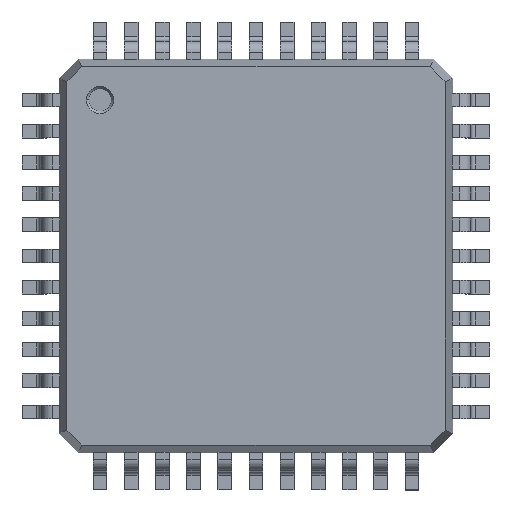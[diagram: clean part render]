
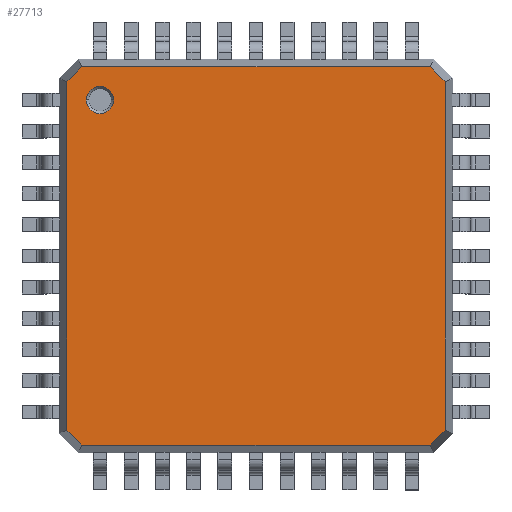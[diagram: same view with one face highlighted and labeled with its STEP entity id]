
A CAD part, top view. The second image highlights one B-rep face of the part: STEP entity #27713.
In plain terms, the highlighted planar face has unit normal (0, 0, 1).
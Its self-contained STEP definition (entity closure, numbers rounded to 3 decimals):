
#141 = DIRECTION ( 'NONE',  ( 0., 0., 1. ) ) ;
#148 = ORIENTED_EDGE ( 'NONE', *, *, #10846, .F. ) ;
#191 = FACE_BOUND ( 'NONE', #21369, .T. ) ;
#545 = AXIS2_PLACEMENT_3D ( 'NONE', #23541, #18639, #16625 ) ;
#809 = DIRECTION ( 'NONE',  ( 0., -1., 0. ) ) ;
#1130 = VECTOR ( 'NONE', #2662, 1000. ) ;
#1217 = VERTEX_POINT ( 'NONE', #14500 ) ;
#1322 = DIRECTION ( 'NONE',  ( -0.707, -0.707, 0. ) ) ;
#1661 = CARTESIAN_POINT ( 'NONE',  ( -4.658, -4.658, 1.5 ) ) ;
#1829 = ORIENTED_EDGE ( 'NONE', *, *, #16156, .T. ) ;
#1925 = VERTEX_POINT ( 'NONE', #6155 ) ;
#2662 = DIRECTION ( 'NONE',  ( -1., 0., 0. ) ) ;
#2807 = DIRECTION ( 'NONE',  ( -1., 0., 0. ) ) ;
#2897 = EDGE_CURVE ( 'NONE', #1217, #3253, #26503, .T. ) ;
#3253 = VERTEX_POINT ( 'NONE', #4972 ) ;
#3573 = DIRECTION ( 'NONE',  ( 0.707, 0.707, 0. ) ) ;
#4257 = ORIENTED_EDGE ( 'NONE', *, *, #28163, .T. ) ;
#4597 = EDGE_CURVE ( 'NONE', #19508, #1217, #7136, .T. ) ;
#4880 = EDGE_CURVE ( 'NONE', #3253, #18423, #5458, .T. ) ;
#4944 = DIRECTION ( 'NONE',  ( -0.707, 0.707, 0. ) ) ;
#4972 = CARTESIAN_POINT ( 'NONE',  ( -4.467, 4.849, 1.5 ) ) ;
#5458 = LINE ( 'NONE', #20857, #13311 ) ;
#6155 = CARTESIAN_POINT ( 'NONE',  ( -4.467, -4.849, 1.5 ) ) ;
#7055 = CARTESIAN_POINT ( 'NONE',  ( 5.05, 5.05, 1.5 ) ) ;
#7136 = LINE ( 'NONE', #24833, #16527 ) ;
#7146 = CARTESIAN_POINT ( 'NONE',  ( -4.849, 4.467, 1.5 ) ) ;
#7327 = DIRECTION ( 'NONE',  ( 1., 0., 0. ) ) ;
#7545 = LINE ( 'NONE', #16853, #13713 ) ;
#8270 = LINE ( 'NONE', #1661, #26339 ) ;
#8459 = EDGE_CURVE ( 'NONE', #22806, #19508, #12231, .T. ) ;
#9487 = CARTESIAN_POINT ( 'NONE',  ( -3.65, 4., 1.5 ) ) ;
#9672 = VERTEX_POINT ( 'NONE', #22423 ) ;
#9764 = EDGE_LOOP ( 'NONE', ( #26006, #16991, #4257, #1829, #23063, #12755, #28676, #28378 ) ) ;
#10846 = EDGE_CURVE ( 'NONE', #26825, #21981, #25151, .T. ) ;
#11020 = CARTESIAN_POINT ( 'NONE',  ( 5.05, 4.849, 1.5 ) ) ;
#11885 = CARTESIAN_POINT ( 'NONE',  ( 4.849, 4.467, 1.5 ) ) ;
#11965 = CARTESIAN_POINT ( 'NONE',  ( -4.35, 4., 1.5 ) ) ;
#12231 = LINE ( 'NONE', #23081, #17781 ) ;
#12342 = EDGE_CURVE ( 'NONE', #1925, #9672, #21253, .T. ) ;
#12755 = ORIENTED_EDGE ( 'NONE', *, *, #26455, .T. ) ;
#13311 = VECTOR ( 'NONE', #1322, 1000. ) ;
#13713 = VECTOR ( 'NONE', #809, 1000. ) ;
#14500 = CARTESIAN_POINT ( 'NONE',  ( 4.467, 4.849, 1.5 ) ) ;
#14670 = LINE ( 'NONE', #23461, #22860 ) ;
#16156 = EDGE_CURVE ( 'NONE', #21989, #1925, #8270, .T. ) ;
#16349 = CARTESIAN_POINT ( 'NONE',  ( 5.05, -4.849, 1.5 ) ) ;
#16527 = VECTOR ( 'NONE', #4944, 1000. ) ;
#16625 = DIRECTION ( 'NONE',  ( 1., 0., 0. ) ) ;
#16853 = CARTESIAN_POINT ( 'NONE',  ( -4.849, 5.05, 1.5 ) ) ;
#16991 = ORIENTED_EDGE ( 'NONE', *, *, #4880, .T. ) ;
#17781 = VECTOR ( 'NONE', #21055, 1000. ) ;
#17924 = DIRECTION ( 'NONE',  ( 1., 0., 0. ) ) ;
#18423 = VERTEX_POINT ( 'NONE', #7146 ) ;
#18639 = DIRECTION ( 'NONE',  ( 0., 0., 1. ) ) ;
#19508 = VERTEX_POINT ( 'NONE', #11885 ) ;
#19685 = ORIENTED_EDGE ( 'NONE', *, *, #24883, .F. ) ;
#20201 = AXIS2_PLACEMENT_3D ( 'NONE', #7055, #27078, #2807 ) ;
#20857 = CARTESIAN_POINT ( 'NONE',  ( 0.392, 9.708, 1.5 ) ) ;
#20953 = AXIS2_PLACEMENT_3D ( 'NONE', #21972, #141, #17924 ) ;
#21055 = DIRECTION ( 'NONE',  ( 0., 1., 0. ) ) ;
#21253 = LINE ( 'NONE', #16349, #21499 ) ;
#21369 = EDGE_LOOP ( 'NONE', ( #148, #19685 ) ) ;
#21499 = VECTOR ( 'NONE', #7327, 1000. ) ;
#21972 = CARTESIAN_POINT ( 'NONE',  ( -4., 4., 1.5 ) ) ;
#21981 = VERTEX_POINT ( 'NONE', #11965 ) ;
#21989 = VERTEX_POINT ( 'NONE', #27308 ) ;
#22423 = CARTESIAN_POINT ( 'NONE',  ( 4.467, -4.849, 1.5 ) ) ;
#22806 = VERTEX_POINT ( 'NONE', #28360 ) ;
#22860 = VECTOR ( 'NONE', #3573, 1000. ) ;
#23063 = ORIENTED_EDGE ( 'NONE', *, *, #12342, .T. ) ;
#23081 = CARTESIAN_POINT ( 'NONE',  ( 4.849, 5.05, 1.5 ) ) ;
#23252 = CIRCLE ( 'NONE', #20953, 0.35 ) ;
#23345 = DIRECTION ( 'NONE',  ( 0.707, -0.707, 0. ) ) ;
#23461 = CARTESIAN_POINT ( 'NONE',  ( 9.708, 0.392, 1.5 ) ) ;
#23541 = CARTESIAN_POINT ( 'NONE',  ( -4., 4., 1.5 ) ) ;
#24833 = CARTESIAN_POINT ( 'NONE',  ( 4.658, 4.658, 1.5 ) ) ;
#24883 = EDGE_CURVE ( 'NONE', #21981, #26825, #23252, .T. ) ;
#25151 = CIRCLE ( 'NONE', #545, 0.35 ) ;
#26006 = ORIENTED_EDGE ( 'NONE', *, *, #2897, .T. ) ;
#26339 = VECTOR ( 'NONE', #23345, 1000. ) ;
#26455 = EDGE_CURVE ( 'NONE', #9672, #22806, #14670, .T. ) ;
#26503 = LINE ( 'NONE', #11020, #1130 ) ;
#26784 = FACE_OUTER_BOUND ( 'NONE', #9764, .T. ) ;
#26825 = VERTEX_POINT ( 'NONE', #9487 ) ;
#26924 = PLANE ( 'NONE',  #20201 ) ;
#27078 = DIRECTION ( 'NONE',  ( 0., 0., -1. ) ) ;
#27308 = CARTESIAN_POINT ( 'NONE',  ( -4.849, -4.467, 1.5 ) ) ;
#27713 = ADVANCED_FACE ( 'NONE', ( #191, #26784 ), #26924, .F. ) ;
#28163 = EDGE_CURVE ( 'NONE', #18423, #21989, #7545, .T. ) ;
#28360 = CARTESIAN_POINT ( 'NONE',  ( 4.849, -4.467, 1.5 ) ) ;
#28378 = ORIENTED_EDGE ( 'NONE', *, *, #4597, .T. ) ;
#28676 = ORIENTED_EDGE ( 'NONE', *, *, #8459, .T. ) ;
